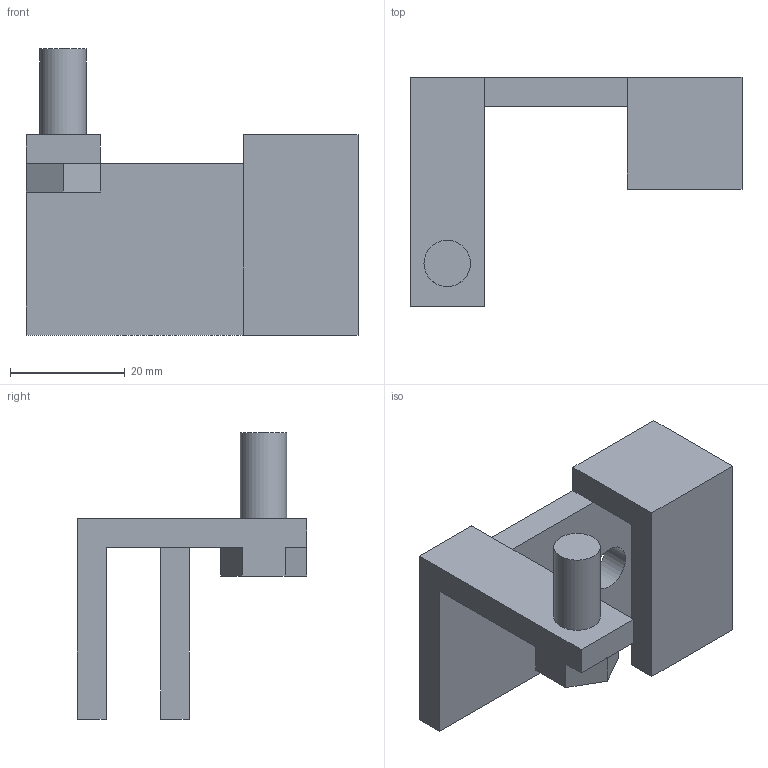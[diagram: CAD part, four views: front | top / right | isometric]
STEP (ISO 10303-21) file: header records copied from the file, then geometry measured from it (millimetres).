
FILE_DESCRIPTION(('FreeCAD Model'),'2;1');
FILE_NAME('Open CASCADE Shape Model','2025-12-05T13:18:46',('Author'),( ''),'Open CASCADE STEP processor 7.8','FreeCAD','Unknown');
FILE_SCHEMA(('AUTOMOTIVE_DESIGN { 1 0 10303 214 1 1 1 1 }'));
Length unit declared in the file: millimetre
Products named in the file (1): Body
Bounding box: 57.99 x 40 x 50 mm (x, y, z)
Volume: 17499 mm3; surface area: 8905.4 mm2
Topology: 1 solids, 1 shells, 26 faces, 65 edges, 42 vertices
Faces by surface type: plane 24, cylinder 2
Full cylindrical faces by diameter (mm): 8 x1, 8.1 x1
Entity records: 787 total; most frequent: CARTESIAN_POINT 134, ORIENTED_EDGE 130, DIRECTION 123, EDGE_CURVE 65, LINE 61, VECTOR 61, VERTEX_POINT 42, AXIS2_PLACEMENT_3D 31
